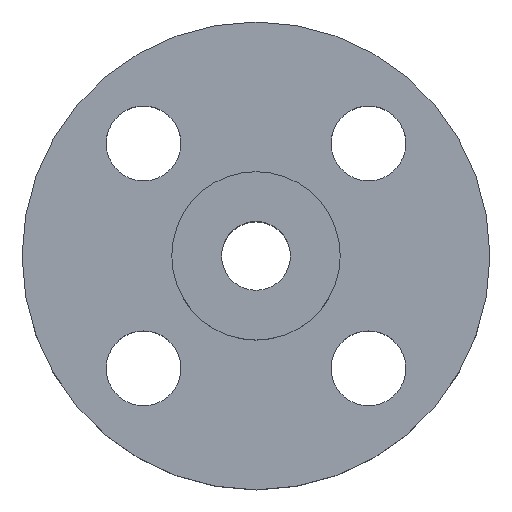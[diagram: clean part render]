
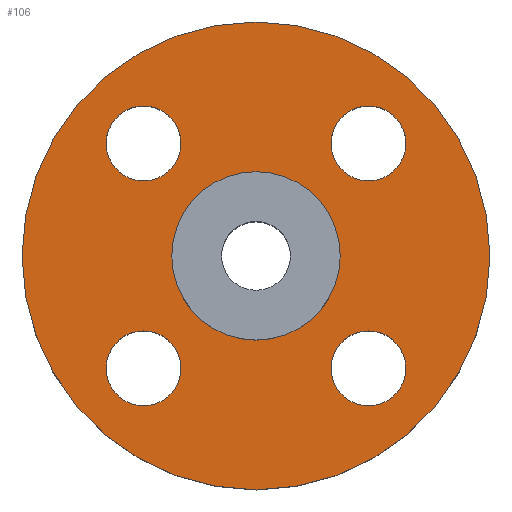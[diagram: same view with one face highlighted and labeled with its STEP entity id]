
A CAD part, top view. The second image highlights one B-rep face of the part: STEP entity #106.
In plain terms, the highlighted planar face has unit normal (0, 0, 1).
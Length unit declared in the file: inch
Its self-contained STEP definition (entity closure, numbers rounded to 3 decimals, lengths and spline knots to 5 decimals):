
#41 = PLANE ( 'NONE',  #44 ) ;
#44 = AXIS2_PLACEMENT_3D ( 'NONE', #347, #220, #546 ) ;
#48 = FACE_BOUND ( 'NONE', #784, .T. ) ;
#57 = ORIENTED_EDGE ( 'NONE', *, *, #355, .F. ) ;
#60 = CARTESIAN_POINT ( 'NONE',  ( -1.5026, 2.0026, 0. ) ) ;
#65 = DIRECTION ( 'NONE',  ( 0., 1., 0. ) ) ;
#76 = VERTEX_POINT ( 'NONE', #544 ) ;
#82 = VERTEX_POINT ( 'NONE', #350 ) ;
#85 = CIRCLE ( 'NONE', #278, 0.5 ) ;
#87 = ORIENTED_EDGE ( 'NONE', *, *, #228, .F. ) ;
#89 = VERTEX_POINT ( 'NONE', #786 ) ;
#91 = EDGE_CURVE ( 'NONE', #521, #787, #198, .T. ) ;
#92 = ORIENTED_EDGE ( 'NONE', *, *, #483, .F. ) ;
#106 = ADVANCED_FACE ( 'NONE', ( #790, #602, #48, #166, #476, #293 ), #41, .T. ) ;
#114 = DIRECTION ( 'NONE',  ( 0., 1., 0. ) ) ;
#121 = CARTESIAN_POINT ( 'NONE',  ( 1.5026, -1.5026, 0. ) ) ;
#123 = EDGE_CURVE ( 'NONE', #89, #134, #298, .T. ) ;
#127 = CARTESIAN_POINT ( 'NONE',  ( 1.5026, -1.0026, 0. ) ) ;
#133 = VERTEX_POINT ( 'NONE', #625 ) ;
#134 = VERTEX_POINT ( 'NONE', #60 ) ;
#140 = ORIENTED_EDGE ( 'NONE', *, *, #491, .T. ) ;
#142 = DIRECTION ( 'NONE',  ( 1., 0., 0. ) ) ;
#144 = DIRECTION ( 'NONE',  ( 1., 0., 0. ) ) ;
#148 = ORIENTED_EDGE ( 'NONE', *, *, #388, .F. ) ;
#162 = DIRECTION ( 'NONE',  ( 0., 0., 1. ) ) ;
#166 = FACE_BOUND ( 'NONE', #343, .T. ) ;
#174 = CARTESIAN_POINT ( 'NONE',  ( 1.0026, 1.5026, 0. ) ) ;
#197 = CARTESIAN_POINT ( 'NONE',  ( 1.5026, 1.5026, 0. ) ) ;
#198 = CIRCLE ( 'NONE', #618, 3.125 ) ;
#200 = ORIENTED_EDGE ( 'NONE', *, *, #693, .F. ) ;
#220 = DIRECTION ( 'NONE',  ( 0., 0., 1. ) ) ;
#225 = DIRECTION ( 'NONE',  ( 0., 0., 1. ) ) ;
#228 = EDGE_CURVE ( 'NONE', #263, #386, #317, .T. ) ;
#239 = ORIENTED_EDGE ( 'NONE', *, *, #754, .F. ) ;
#247 = CARTESIAN_POINT ( 'NONE',  ( -1.5026, -1.5026, 0. ) ) ;
#251 = DIRECTION ( 'NONE',  ( 1., 0., 0. ) ) ;
#260 = ORIENTED_EDGE ( 'NONE', *, *, #91, .T. ) ;
#263 = VERTEX_POINT ( 'NONE', #811 ) ;
#268 = CIRCLE ( 'NONE', #660, 3.125 ) ;
#269 = CARTESIAN_POINT ( 'NONE',  ( 1.5026, -1.5026, 0. ) ) ;
#275 = ORIENTED_EDGE ( 'NONE', *, *, #604, .F. ) ;
#278 = AXIS2_PLACEMENT_3D ( 'NONE', #677, #499, #114 ) ;
#288 = DIRECTION ( 'NONE',  ( 1., 0., 0. ) ) ;
#293 = FACE_OUTER_BOUND ( 'NONE', #758, .T. ) ;
#297 = CIRCLE ( 'NONE', #781, 0.5 ) ;
#298 = CIRCLE ( 'NONE', #387, 0.5 ) ;
#309 = CARTESIAN_POINT ( 'NONE',  ( -1.5026, -1.5026, 0. ) ) ;
#315 = DIRECTION ( 'NONE',  ( -1., 0., 0. ) ) ;
#317 = CIRCLE ( 'NONE', #586, 0.5 ) ;
#320 = DIRECTION ( 'NONE',  ( 0., 0., 1. ) ) ;
#343 = EDGE_LOOP ( 'NONE', ( #148, #239 ) ) ;
#347 = CARTESIAN_POINT ( 'NONE',  ( 0., 0., 0. ) ) ;
#349 = EDGE_CURVE ( 'NONE', #76, #713, #490, .T. ) ;
#350 = CARTESIAN_POINT ( 'NONE',  ( -1.125, 0., 0. ) ) ;
#355 = EDGE_CURVE ( 'NONE', #82, #133, #803, .T. ) ;
#356 = CARTESIAN_POINT ( 'NONE',  ( 2.0026, 1.5026, 0. ) ) ;
#361 = DIRECTION ( 'NONE',  ( -1., 0., 0. ) ) ;
#371 = CIRCLE ( 'NONE', #619, 1.125 ) ;
#383 = CARTESIAN_POINT ( 'NONE',  ( -2.0026, -1.5026, 0. ) ) ;
#386 = VERTEX_POINT ( 'NONE', #383 ) ;
#387 = AXIS2_PLACEMENT_3D ( 'NONE', #801, #492, #65 ) ;
#388 = EDGE_CURVE ( 'NONE', #573, #596, #683, .T. ) ;
#440 = DIRECTION ( 'NONE',  ( 0., 0., 1. ) ) ;
#451 = ORIENTED_EDGE ( 'NONE', *, *, #668, .F. ) ;
#453 = AXIS2_PLACEMENT_3D ( 'NONE', #525, #320, #251 ) ;
#454 = EDGE_LOOP ( 'NONE', ( #718, #200 ) ) ;
#473 = DIRECTION ( 'NONE',  ( 1., 0., 0. ) ) ;
#476 = FACE_BOUND ( 'NONE', #515, .T. ) ;
#483 = EDGE_CURVE ( 'NONE', #133, #82, #371, .T. ) ;
#490 = CIRCLE ( 'NONE', #699, 0.5 ) ;
#491 = EDGE_CURVE ( 'NONE', #787, #521, #268, .T. ) ;
#492 = DIRECTION ( 'NONE',  ( 0., 0., 1. ) ) ;
#499 = DIRECTION ( 'NONE',  ( 0., 0., 1. ) ) ;
#506 = DIRECTION ( 'NONE',  ( 0., 0., 1. ) ) ;
#515 = EDGE_LOOP ( 'NONE', ( #57, #92 ) ) ;
#519 = AXIS2_PLACEMENT_3D ( 'NONE', #121, #626, #615 ) ;
#521 = VERTEX_POINT ( 'NONE', #731 ) ;
#525 = CARTESIAN_POINT ( 'NONE',  ( 0., 0., 0. ) ) ;
#538 = CARTESIAN_POINT ( 'NONE',  ( 0., 0., 0. ) ) ;
#541 = CIRCLE ( 'NONE', #519, 0.5 ) ;
#544 = CARTESIAN_POINT ( 'NONE',  ( 1.5026, -2.0026, 0. ) ) ;
#546 = DIRECTION ( 'NONE',  ( 1., 0., 0. ) ) ;
#573 = VERTEX_POINT ( 'NONE', #356 ) ;
#574 = DIRECTION ( 'NONE',  ( 0., 0., 1. ) ) ;
#578 = CARTESIAN_POINT ( 'NONE',  ( 1.5026, 1.5026, 0. ) ) ;
#586 = AXIS2_PLACEMENT_3D ( 'NONE', #309, #630, #315 ) ;
#589 = CARTESIAN_POINT ( 'NONE',  ( 0., 0., 0. ) ) ;
#596 = VERTEX_POINT ( 'NONE', #174 ) ;
#602 = FACE_BOUND ( 'NONE', #695, .T. ) ;
#604 = EDGE_CURVE ( 'NONE', #386, #263, #696, .T. ) ;
#615 = DIRECTION ( 'NONE',  ( 0., -1., 0. ) ) ;
#618 = AXIS2_PLACEMENT_3D ( 'NONE', #724, #162, #473 ) ;
#619 = AXIS2_PLACEMENT_3D ( 'NONE', #538, #225, #288 ) ;
#625 = CARTESIAN_POINT ( 'NONE',  ( 1.125, 0., 0. ) ) ;
#626 = DIRECTION ( 'NONE',  ( 0., 0., 1. ) ) ;
#630 = DIRECTION ( 'NONE',  ( 0., 0., 1. ) ) ;
#633 = AXIS2_PLACEMENT_3D ( 'NONE', #247, #506, #361 ) ;
#647 = DIRECTION ( 'NONE',  ( 1., 0., 0. ) ) ;
#657 = ORIENTED_EDGE ( 'NONE', *, *, #123, .F. ) ;
#660 = AXIS2_PLACEMENT_3D ( 'NONE', #589, #791, #142 ) ;
#668 = EDGE_CURVE ( 'NONE', #134, #89, #85, .T. ) ;
#677 = CARTESIAN_POINT ( 'NONE',  ( -1.5026, 1.5026, 0. ) ) ;
#683 = CIRCLE ( 'NONE', #725, 0.5 ) ;
#693 = EDGE_CURVE ( 'NONE', #713, #76, #541, .T. ) ;
#695 = EDGE_LOOP ( 'NONE', ( #275, #87 ) ) ;
#696 = CIRCLE ( 'NONE', #633, 0.5 ) ;
#699 = AXIS2_PLACEMENT_3D ( 'NONE', #269, #440, #761 ) ;
#705 = DIRECTION ( 'NONE',  ( 0., 0., 1. ) ) ;
#713 = VERTEX_POINT ( 'NONE', #127 ) ;
#718 = ORIENTED_EDGE ( 'NONE', *, *, #349, .F. ) ;
#724 = CARTESIAN_POINT ( 'NONE',  ( 0., 0., 0. ) ) ;
#725 = AXIS2_PLACEMENT_3D ( 'NONE', #578, #574, #647 ) ;
#731 = CARTESIAN_POINT ( 'NONE',  ( 3.125, 0., 0. ) ) ;
#754 = EDGE_CURVE ( 'NONE', #596, #573, #297, .T. ) ;
#758 = EDGE_LOOP ( 'NONE', ( #260, #140 ) ) ;
#761 = DIRECTION ( 'NONE',  ( 0., -1., 0. ) ) ;
#771 = CARTESIAN_POINT ( 'NONE',  ( -3.125, 0., 0. ) ) ;
#781 = AXIS2_PLACEMENT_3D ( 'NONE', #197, #705, #144 ) ;
#784 = EDGE_LOOP ( 'NONE', ( #451, #657 ) ) ;
#786 = CARTESIAN_POINT ( 'NONE',  ( -1.5026, 1.0026, 0. ) ) ;
#787 = VERTEX_POINT ( 'NONE', #771 ) ;
#790 = FACE_BOUND ( 'NONE', #454, .T. ) ;
#791 = DIRECTION ( 'NONE',  ( 0., 0., 1. ) ) ;
#801 = CARTESIAN_POINT ( 'NONE',  ( -1.5026, 1.5026, 0. ) ) ;
#803 = CIRCLE ( 'NONE', #453, 1.125 ) ;
#811 = CARTESIAN_POINT ( 'NONE',  ( -1.0026, -1.5026, 0. ) ) ;
